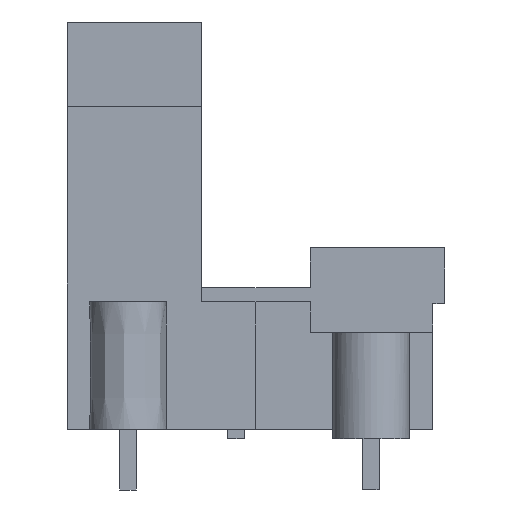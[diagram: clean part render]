
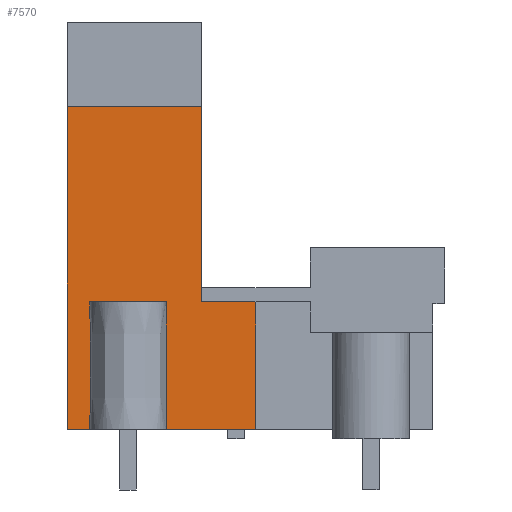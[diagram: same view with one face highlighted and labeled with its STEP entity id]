
A CAD part, left-side view. The second image highlights one B-rep face of the part: STEP entity #7570.
In plain terms, the highlighted planar face has unit normal (-1, 0, 0).
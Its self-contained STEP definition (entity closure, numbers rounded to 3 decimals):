
#7519=AXIS2_PLACEMENT_3D('Plane Axis2P3D',#7516,#7517,#7518) ;
#2771=CARTESIAN_POINT('Vertex',(3.84,11.84,3.8)) ;
#2774=CARTESIAN_POINT('Line Origine',(3.84,14.846,3.8)) ;
#2778=CARTESIAN_POINT('Vertex',(3.84,17.853,3.8)) ;
#2822=CARTESIAN_POINT('Vertex',(3.84,21.887,3.8)) ;
#2825=CARTESIAN_POINT('Line Origine',(3.84,22.779,3.8)) ;
#2829=CARTESIAN_POINT('Vertex',(3.84,23.67,3.8)) ;
#7031=CARTESIAN_POINT('Vertex',(3.84,15.24,12.7)) ;
#7061=CARTESIAN_POINT('Line Origine',(3.84,15.24,12.25)) ;
#7065=CARTESIAN_POINT('Vertex',(3.84,15.24,11.8)) ;
#7089=CARTESIAN_POINT('Vertex',(3.84,11.84,11.8)) ;
#7106=CARTESIAN_POINT('Line Origine',(3.84,13.54,11.8)) ;
#7354=CARTESIAN_POINT('Line Origine',(3.84,23.67,13.93)) ;
#7358=CARTESIAN_POINT('Vertex',(3.84,23.67,24.06)) ;
#7516=CARTESIAN_POINT('Axis2P3D Location',(3.84,23.67,3.2)) ;
#7521=CARTESIAN_POINT('Line Origine',(3.84,15.24,18.38)) ;
#7525=CARTESIAN_POINT('Vertex',(3.84,15.24,24.06)) ;
#7528=CARTESIAN_POINT('Line Origine',(3.84,19.455,24.06)) ;
#7533=CARTESIAN_POINT('Line Origine',(3.84,21.887,7.8)) ;
#7537=CARTESIAN_POINT('Vertex',(3.84,21.887,11.8)) ;
#7540=CARTESIAN_POINT('Line Origine',(3.84,19.87,11.8)) ;
#7544=CARTESIAN_POINT('Vertex',(3.84,17.853,11.8)) ;
#7547=CARTESIAN_POINT('Line Origine',(3.84,17.853,7.8)) ;
#7552=CARTESIAN_POINT('Line Origine',(3.84,11.84,7.8)) ;
#2775=DIRECTION('Vector Direction',(0.,-1.,0.)) ;
#2826=DIRECTION('Vector Direction',(0.,-1.,0.)) ;
#7062=DIRECTION('Vector Direction',(0.,0.,-1.)) ;
#7107=DIRECTION('Vector Direction',(0.,1.,0.)) ;
#7355=DIRECTION('Vector Direction',(0.,0.,1.)) ;
#7517=DIRECTION('Axis2P3D Direction',(-1.,0.,0.)) ;
#7518=DIRECTION('Axis2P3D XDirection',(0.,-1.,0.)) ;
#7522=DIRECTION('Vector Direction',(0.,0.,-1.)) ;
#7529=DIRECTION('Vector Direction',(0.,-1.,0.)) ;
#7534=DIRECTION('Vector Direction',(0.,0.,1.)) ;
#7541=DIRECTION('Vector Direction',(0.,1.,0.)) ;
#7548=DIRECTION('Vector Direction',(0.,0.,1.)) ;
#7553=DIRECTION('Vector Direction',(0.,0.,1.)) ;
#2776=VECTOR('Line Direction',#2775,1.) ;
#2827=VECTOR('Line Direction',#2826,1.) ;
#7063=VECTOR('Line Direction',#7062,1.) ;
#7108=VECTOR('Line Direction',#7107,1.) ;
#7356=VECTOR('Line Direction',#7355,1.) ;
#7523=VECTOR('Line Direction',#7522,1.) ;
#7530=VECTOR('Line Direction',#7529,1.) ;
#7535=VECTOR('Line Direction',#7534,1.) ;
#7542=VECTOR('Line Direction',#7541,1.) ;
#7549=VECTOR('Line Direction',#7548,1.) ;
#7554=VECTOR('Line Direction',#7553,1.) ;
#7558=ORIENTED_EDGE('',*,*,#7527,.F.) ;
#7559=ORIENTED_EDGE('',*,*,#7532,.T.) ;
#7560=ORIENTED_EDGE('',*,*,#7360,.T.) ;
#7561=ORIENTED_EDGE('',*,*,#2831,.T.) ;
#7562=ORIENTED_EDGE('',*,*,#7539,.T.) ;
#7563=ORIENTED_EDGE('',*,*,#7546,.F.) ;
#7564=ORIENTED_EDGE('',*,*,#7551,.F.) ;
#7565=ORIENTED_EDGE('',*,*,#2780,.T.) ;
#7566=ORIENTED_EDGE('',*,*,#7556,.T.) ;
#7567=ORIENTED_EDGE('',*,*,#7110,.T.) ;
#7568=ORIENTED_EDGE('',*,*,#7067,.F.) ;
#7570=ADVANCED_FACE('HOUSING',(#7569),#7520,.T.) ;
#2780=EDGE_CURVE('',#2779,#2772,#2777,.T.) ;
#2831=EDGE_CURVE('',#2830,#2823,#2828,.T.) ;
#7067=EDGE_CURVE('',#7032,#7066,#7064,.T.) ;
#7110=EDGE_CURVE('',#7090,#7066,#7109,.T.) ;
#7360=EDGE_CURVE('',#7359,#2830,#7357,.F.) ;
#7527=EDGE_CURVE('',#7526,#7032,#7524,.T.) ;
#7532=EDGE_CURVE('',#7526,#7359,#7531,.F.) ;
#7539=EDGE_CURVE('',#2823,#7538,#7536,.T.) ;
#7546=EDGE_CURVE('',#7545,#7538,#7543,.T.) ;
#7551=EDGE_CURVE('',#2779,#7545,#7550,.T.) ;
#7556=EDGE_CURVE('',#2772,#7090,#7555,.T.) ;
#7557=EDGE_LOOP('',(#7558,#7559,#7560,#7561,#7562,#7563,#7564,#7565,#7566,#7567,#7568)) ;
#7569=FACE_OUTER_BOUND('',#7557,.T.) ;
#2777=LINE('Line',#2774,#2776) ;
#2828=LINE('Line',#2825,#2827) ;
#7064=LINE('Line',#7061,#7063) ;
#7109=LINE('Line',#7106,#7108) ;
#7357=LINE('Line',#7354,#7356) ;
#7524=LINE('Line',#7521,#7523) ;
#7531=LINE('Line',#7528,#7530) ;
#7536=LINE('Line',#7533,#7535) ;
#7543=LINE('Line',#7540,#7542) ;
#7550=LINE('Line',#7547,#7549) ;
#7555=LINE('Line',#7552,#7554) ;
#7520=PLANE('',#7519) ;
#2772=VERTEX_POINT('',#2771) ;
#2779=VERTEX_POINT('',#2778) ;
#2823=VERTEX_POINT('',#2822) ;
#2830=VERTEX_POINT('',#2829) ;
#7032=VERTEX_POINT('',#7031) ;
#7066=VERTEX_POINT('',#7065) ;
#7090=VERTEX_POINT('',#7089) ;
#7359=VERTEX_POINT('',#7358) ;
#7526=VERTEX_POINT('',#7525) ;
#7538=VERTEX_POINT('',#7537) ;
#7545=VERTEX_POINT('',#7544) ;
